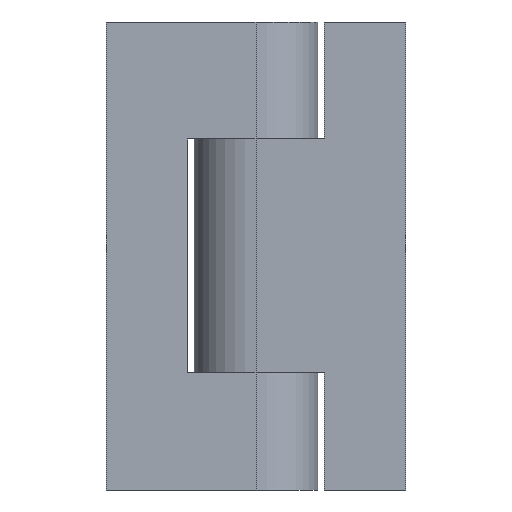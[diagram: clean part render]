
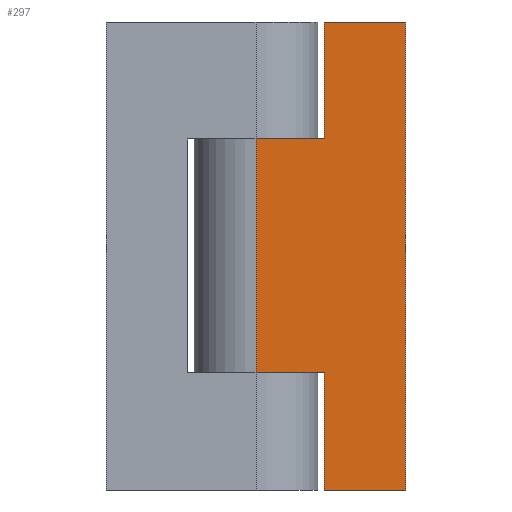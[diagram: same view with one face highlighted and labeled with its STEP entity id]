
A CAD part, front view. The second image highlights one B-rep face of the part: STEP entity #297.
In plain terms, the highlighted planar face has unit normal (0, -1, 0).
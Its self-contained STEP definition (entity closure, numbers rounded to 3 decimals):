
#223 = EDGE_LOOP ( 'NONE', ( #279, #282, #391, #392, #395, #397, #398, #400 ) ) ;
#263 = EDGE_CURVE ( 'NONE', #264, #265, #805, .T. ) ;
#264 = VERTEX_POINT ( 'NONE', #801 ) ;
#265 = VERTEX_POINT ( 'NONE', #800 ) ;
#279 = ORIENTED_EDGE ( 'NONE', *, *, #280, .T. ) ;
#280 = EDGE_CURVE ( 'NONE', #330, #281, #845, .T. ) ;
#281 = VERTEX_POINT ( 'NONE', #837 ) ;
#282 = ORIENTED_EDGE ( 'NONE', *, *, #283, .T. ) ;
#283 = EDGE_CURVE ( 'NONE', #281, #319, #836, .T. ) ;
#297 = ADVANCED_FACE ( 'NONE', ( #875 ), #869, .F. ) ;
#319 = VERTEX_POINT ( 'NONE', #951 ) ;
#321 = VERTEX_POINT ( 'NONE', #950 ) ;
#325 = EDGE_CURVE ( 'NONE', #319, #321, #949, .T. ) ;
#330 = VERTEX_POINT ( 'NONE', #930 ) ;
#333 = EDGE_CURVE ( 'NONE', #330, #334, #993, .T. ) ;
#334 = VERTEX_POINT ( 'NONE', #989 ) ;
#391 = ORIENTED_EDGE ( 'NONE', *, *, #325, .T. ) ;
#392 = ORIENTED_EDGE ( 'NONE', *, *, #393, .T. ) ;
#393 = EDGE_CURVE ( 'NONE', #321, #394, #1025, .T. ) ;
#394 = VERTEX_POINT ( 'NONE', #1089 ) ;
#395 = ORIENTED_EDGE ( 'NONE', *, *, #396, .T. ) ;
#396 = EDGE_CURVE ( 'NONE', #394, #264, #1088, .T. ) ;
#397 = ORIENTED_EDGE ( 'NONE', *, *, #263, .T. ) ;
#398 = ORIENTED_EDGE ( 'NONE', *, *, #399, .F. ) ;
#399 = EDGE_CURVE ( 'NONE', #334, #265, #1084, .T. ) ;
#400 = ORIENTED_EDGE ( 'NONE', *, *, #333, .F. ) ;
#800 = CARTESIAN_POINT ( 'NONE',  ( 11.5, -4.75, -18. ) ) ;
#801 = CARTESIAN_POINT ( 'NONE',  ( 5.25, -4.75, -18. ) ) ;
#802 = DIRECTION ( 'NONE',  ( 1., 0., 0. ) ) ;
#803 = VECTOR ( 'NONE', #802, 1000. ) ;
#804 = CARTESIAN_POINT ( 'NONE',  ( 0., -4.75, -18. ) ) ;
#805 = LINE ( 'NONE', #804, #803 ) ;
#833 = DIRECTION ( 'NONE',  ( -1., 0., 0. ) ) ;
#834 = VECTOR ( 'NONE', #833, 1000. ) ;
#835 = CARTESIAN_POINT ( 'NONE',  ( 0., -4.75, 9. ) ) ;
#836 = LINE ( 'NONE', #835, #834 ) ;
#837 = CARTESIAN_POINT ( 'NONE',  ( 5.25, -4.75, 9. ) ) ;
#838 = DIRECTION ( 'NONE',  ( 0., 0., -1. ) ) ;
#839 = VECTOR ( 'NONE', #838, 1000. ) ;
#840 = CARTESIAN_POINT ( 'NONE',  ( 5.25, -4.75, 18. ) ) ;
#845 = LINE ( 'NONE', #840, #839 ) ;
#865 = DIRECTION ( 'NONE',  ( -1., 0., 0. ) ) ;
#866 = DIRECTION ( 'NONE',  ( 0., 1., 0. ) ) ;
#867 = CARTESIAN_POINT ( 'NONE',  ( 0., -4.75, 18. ) ) ;
#868 = AXIS2_PLACEMENT_3D ( 'NONE', #867, #866, #865 ) ;
#869 = PLANE ( 'NONE',  #868 ) ;
#875 = FACE_OUTER_BOUND ( 'NONE', #223, .T. ) ;
#930 = CARTESIAN_POINT ( 'NONE',  ( 5.25, -4.75, 18. ) ) ;
#941 = DIRECTION ( 'NONE',  ( 0., 0., -1. ) ) ;
#942 = VECTOR ( 'NONE', #941, 1000. ) ;
#943 = CARTESIAN_POINT ( 'NONE',  ( 0., -4.75, 18. ) ) ;
#949 = LINE ( 'NONE', #943, #942 ) ;
#950 = CARTESIAN_POINT ( 'NONE',  ( 0., -4.75, -9. ) ) ;
#951 = CARTESIAN_POINT ( 'NONE',  ( 0., -4.75, 9. ) ) ;
#989 = CARTESIAN_POINT ( 'NONE',  ( 11.5, -4.75, 18. ) ) ;
#990 = DIRECTION ( 'NONE',  ( 1., 0., 0. ) ) ;
#991 = VECTOR ( 'NONE', #990, 1000. ) ;
#992 = CARTESIAN_POINT ( 'NONE',  ( 0., -4.75, 18. ) ) ;
#993 = LINE ( 'NONE', #992, #991 ) ;
#1023 = DIRECTION ( 'NONE',  ( 1., 0., 0. ) ) ;
#1024 = CARTESIAN_POINT ( 'NONE',  ( 0., -4.75, -9. ) ) ;
#1025 = LINE ( 'NONE', #1024, #1090 ) ;
#1081 = DIRECTION ( 'NONE',  ( 0., 0., -1. ) ) ;
#1082 = VECTOR ( 'NONE', #1081, 1000. ) ;
#1083 = CARTESIAN_POINT ( 'NONE',  ( 11.5, -4.75, 18. ) ) ;
#1084 = LINE ( 'NONE', #1083, #1082 ) ;
#1085 = DIRECTION ( 'NONE',  ( 0., 0., -1. ) ) ;
#1086 = VECTOR ( 'NONE', #1085, 1000. ) ;
#1087 = CARTESIAN_POINT ( 'NONE',  ( 5.25, -4.75, 18. ) ) ;
#1088 = LINE ( 'NONE', #1087, #1086 ) ;
#1089 = CARTESIAN_POINT ( 'NONE',  ( 5.25, -4.75, -9. ) ) ;
#1090 = VECTOR ( 'NONE', #1023, 1000. ) ;
